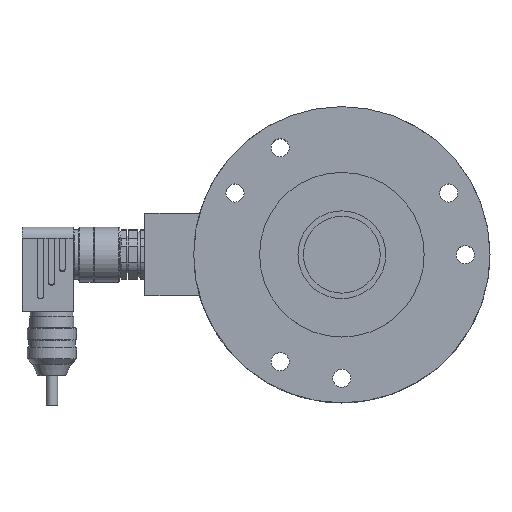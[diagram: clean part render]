
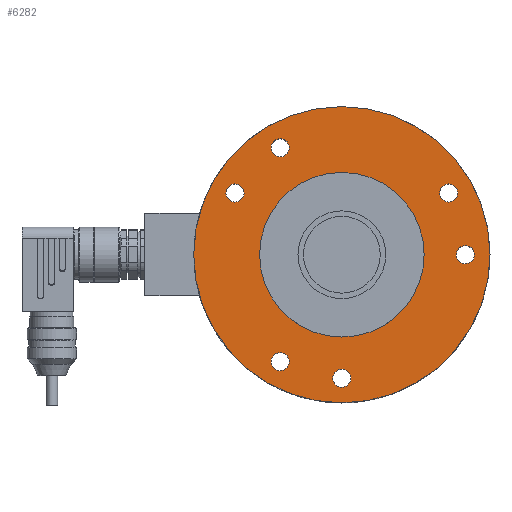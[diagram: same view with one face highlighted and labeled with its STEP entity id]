
A CAD part, top view. The second image highlights one B-rep face of the part: STEP entity #6282.
In plain terms, the highlighted planar face has unit normal (0, 0, 1).
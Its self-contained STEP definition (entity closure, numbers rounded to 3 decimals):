
#105 = CARTESIAN_POINT ( 'NONE',  ( -38.971, 22.5, 4.25 ) ) ;
#201 = AXIS2_PLACEMENT_3D ( 'NONE', #6665, #4220, #4713 ) ;
#434 = VERTEX_POINT ( 'NONE', #2947 ) ;
#447 = EDGE_LOOP ( 'NONE', ( #3177 ) ) ;
#521 = VERTEX_POINT ( 'NONE', #4986 ) ;
#583 = DIRECTION ( 'NONE',  ( 0., -1., 0. ) ) ;
#636 = VERTEX_POINT ( 'NONE', #3708 ) ;
#968 = EDGE_CURVE ( 'NONE', #2284, #2284, #6392, .T. ) ;
#1136 = EDGE_LOOP ( 'NONE', ( #1650 ) ) ;
#1169 = CARTESIAN_POINT ( 'NONE',  ( 45., 0., 4.25 ) ) ;
#1178 = EDGE_LOOP ( 'NONE', ( #6206 ) ) ;
#1205 = FACE_OUTER_BOUND ( 'NONE', #2891, .T. ) ;
#1210 = DIRECTION ( 'NONE',  ( 0., -1., 0. ) ) ;
#1237 = CARTESIAN_POINT ( 'NONE',  ( 0., 0., 4.25 ) ) ;
#1329 = ORIENTED_EDGE ( 'NONE', *, *, #2628, .T. ) ;
#1411 = EDGE_CURVE ( 'NONE', #521, #521, #3946, .T. ) ;
#1449 = AXIS2_PLACEMENT_3D ( 'NONE', #1169, #3765, #1210 ) ;
#1650 = ORIENTED_EDGE ( 'NONE', *, *, #6092, .T. ) ;
#1693 = FACE_BOUND ( 'NONE', #447, .T. ) ;
#1859 = AXIS2_PLACEMENT_3D ( 'NONE', #7430, #4950, #6783 ) ;
#1865 = FACE_BOUND ( 'NONE', #3241, .T. ) ;
#1937 = DIRECTION ( 'NONE',  ( 0., 0., 1. ) ) ;
#1974 = CARTESIAN_POINT ( 'NONE',  ( 0., 54., 4.25 ) ) ;
#2022 = DIRECTION ( 'NONE',  ( 0., 0., -1. ) ) ;
#2072 = ORIENTED_EDGE ( 'NONE', *, *, #1411, .T. ) ;
#2143 = VERTEX_POINT ( 'NONE', #6566 ) ;
#2258 = ORIENTED_EDGE ( 'NONE', *, *, #3486, .T. ) ;
#2284 = VERTEX_POINT ( 'NONE', #7351 ) ;
#2482 = EDGE_LOOP ( 'NONE', ( #2072 ) ) ;
#2548 = CARTESIAN_POINT ( 'NONE',  ( 0., -45., 4.25 ) ) ;
#2552 = AXIS2_PLACEMENT_3D ( 'NONE', #6336, #6221, #583 ) ;
#2628 = EDGE_CURVE ( 'NONE', #7672, #7672, #8211, .T. ) ;
#2708 = DIRECTION ( 'NONE',  ( 0., -1., 0. ) ) ;
#2728 = AXIS2_PLACEMENT_3D ( 'NONE', #105, #6949, #6458 ) ;
#2768 = AXIS2_PLACEMENT_3D ( 'NONE', #1237, #1937, #6281 ) ;
#2891 = EDGE_LOOP ( 'NONE', ( #1329 ) ) ;
#2932 = CARTESIAN_POINT ( 'NONE',  ( 0., 0., 4.25 ) ) ;
#2947 = CARTESIAN_POINT ( 'NONE',  ( -22.5, -42.271, 4.25 ) ) ;
#3122 = FACE_BOUND ( 'NONE', #1136, .T. ) ;
#3152 = VERTEX_POINT ( 'NONE', #6929 ) ;
#3177 = ORIENTED_EDGE ( 'NONE', *, *, #6492, .T. ) ;
#3241 = EDGE_LOOP ( 'NONE', ( #5001 ) ) ;
#3357 = DIRECTION ( 'NONE',  ( 0., 0., -1. ) ) ;
#3486 = EDGE_CURVE ( 'NONE', #2143, #2143, #6779, .T. ) ;
#3636 = FACE_BOUND ( 'NONE', #2482, .T. ) ;
#3708 = CARTESIAN_POINT ( 'NONE',  ( -22.5, 35.671, 4.25 ) ) ;
#3765 = DIRECTION ( 'NONE',  ( 0., 0., -1. ) ) ;
#3946 = CIRCLE ( 'NONE', #2728, 3.3 ) ;
#4107 = DIRECTION ( 'NONE',  ( 0., 0., 1. ) ) ;
#4218 = EDGE_CURVE ( 'NONE', #7970, #7970, #7330, .T. ) ;
#4220 = DIRECTION ( 'NONE',  ( 0., 0., -1. ) ) ;
#4296 = AXIS2_PLACEMENT_3D ( 'NONE', #2932, #4107, #7197 ) ;
#4315 = EDGE_CURVE ( 'NONE', #434, #434, #5493, .T. ) ;
#4417 = FACE_BOUND ( 'NONE', #7635, .T. ) ;
#4485 = CIRCLE ( 'NONE', #201, 3.3 ) ;
#4574 = DIRECTION ( 'NONE',  ( 0., -1., 0. ) ) ;
#4578 = ORIENTED_EDGE ( 'NONE', *, *, #4218, .F. ) ;
#4713 = DIRECTION ( 'NONE',  ( 0., -1., 0. ) ) ;
#4950 = DIRECTION ( 'NONE',  ( 0., 0., -1. ) ) ;
#4986 = CARTESIAN_POINT ( 'NONE',  ( -38.971, 19.2, 4.25 ) ) ;
#5001 = ORIENTED_EDGE ( 'NONE', *, *, #4315, .T. ) ;
#5062 = AXIS2_PLACEMENT_3D ( 'NONE', #2548, #3357, #2708 ) ;
#5317 = AXIS2_PLACEMENT_3D ( 'NONE', #6403, #2022, #4574 ) ;
#5451 = CARTESIAN_POINT ( 'NONE',  ( 0., 30., 4.25 ) ) ;
#5493 = CIRCLE ( 'NONE', #2552, 3.3 ) ;
#6092 = EDGE_CURVE ( 'NONE', #636, #636, #4485, .T. ) ;
#6206 = ORIENTED_EDGE ( 'NONE', *, *, #968, .T. ) ;
#6221 = DIRECTION ( 'NONE',  ( 0., 0., -1. ) ) ;
#6281 = DIRECTION ( 'NONE',  ( 0., 1., 0. ) ) ;
#6282 = ADVANCED_FACE ( 'NONE', ( #3636, #3122, #8143, #1865, #4417, #1693, #6940, #1205 ), #7472, .F. ) ;
#6336 = CARTESIAN_POINT ( 'NONE',  ( -22.5, -38.971, 4.25 ) ) ;
#6392 = CIRCLE ( 'NONE', #5062, 3.3 ) ;
#6403 = CARTESIAN_POINT ( 'NONE',  ( 38.971, 22.5, 4.25 ) ) ;
#6458 = DIRECTION ( 'NONE',  ( 0., -1., 0. ) ) ;
#6492 = EDGE_CURVE ( 'NONE', #3152, #3152, #6773, .T. ) ;
#6566 = CARTESIAN_POINT ( 'NONE',  ( 45., -3.3, 4.25 ) ) ;
#6665 = CARTESIAN_POINT ( 'NONE',  ( -22.5, 38.971, 4.25 ) ) ;
#6773 = CIRCLE ( 'NONE', #5317, 3.3 ) ;
#6779 = CIRCLE ( 'NONE', #1449, 3.3 ) ;
#6783 = DIRECTION ( 'NONE',  ( 0., -1., 0. ) ) ;
#6929 = CARTESIAN_POINT ( 'NONE',  ( 38.971, 19.2, 4.25 ) ) ;
#6940 = FACE_BOUND ( 'NONE', #7981, .T. ) ;
#6949 = DIRECTION ( 'NONE',  ( 0., 0., -1. ) ) ;
#7197 = DIRECTION ( 'NONE',  ( 0., 1., 0. ) ) ;
#7330 = CIRCLE ( 'NONE', #4296, 30. ) ;
#7351 = CARTESIAN_POINT ( 'NONE',  ( 0., -48.3, 4.25 ) ) ;
#7430 = CARTESIAN_POINT ( 'NONE',  ( -30., 0., 4.25 ) ) ;
#7472 = PLANE ( 'NONE',  #1859 ) ;
#7635 = EDGE_LOOP ( 'NONE', ( #2258 ) ) ;
#7672 = VERTEX_POINT ( 'NONE', #1974 ) ;
#7970 = VERTEX_POINT ( 'NONE', #5451 ) ;
#7981 = EDGE_LOOP ( 'NONE', ( #4578 ) ) ;
#8143 = FACE_BOUND ( 'NONE', #1178, .T. ) ;
#8211 = CIRCLE ( 'NONE', #2768, 54. ) ;
